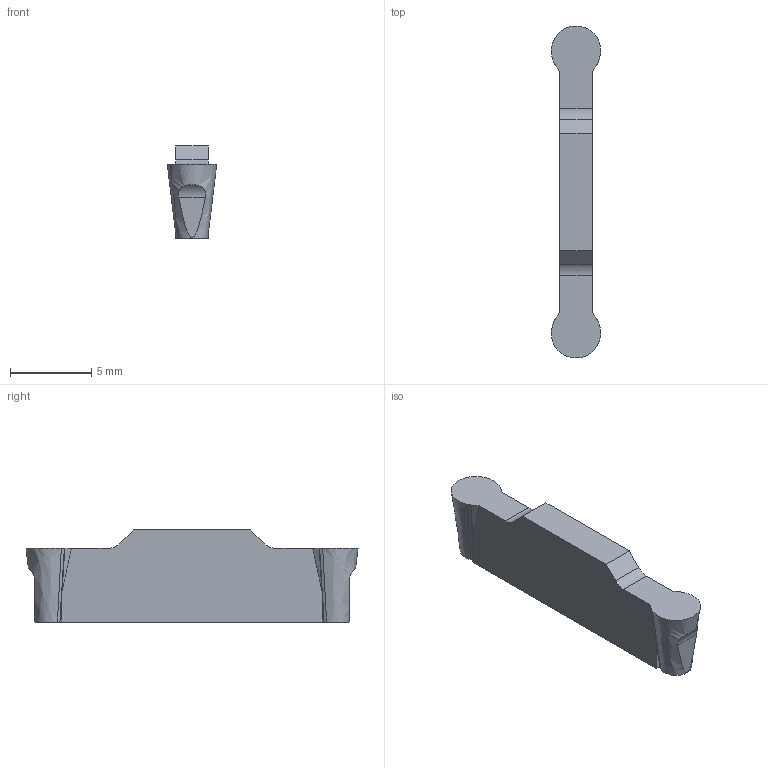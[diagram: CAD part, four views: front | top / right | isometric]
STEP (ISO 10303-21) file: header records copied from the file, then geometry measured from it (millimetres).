
FILE_DESCRIPTION(/* description */ (''),/* implementation_level */ '2;1');
FILE_NAME(/* name */ 'n123f2-0300-rm-2135_cut_20190527_092627_1.stp',/* time_stamp */ '2019-05-27T09:27:25+02:00',/* author */ (''),/* organization */ ('SMS'),/* preprocessor_version */ 'ST-DEVELOPER v15',/* originating_system */ 'SIEMENS PLM Software NX 8.5',/* authorisation */ '');
FILE_SCHEMA (('AUTOMOTIVE_DESIGN { 1 0 10303 214 3 1 1 1 }'));
Length unit declared in the file: millimetre
Products named in the file (1): N123F2-0300-RM-2135_CUT_20190527_092627_1
Bounding box: 3.03 x 20.38 x 5.65 mm (x, y, z)
Volume: 200.7 mm3; surface area: 296.3 mm2
Topology: 1 solids, 1 shells, 40 faces, 109 edges, 75 vertices
Faces by surface type: plane 26, bspline 10, cylinder 4
Entity records: 1714 total; most frequent: CARTESIAN_POINT 758, ORIENTED_EDGE 216, DIRECTION 144, EDGE_CURVE 108, VERTEX_POINT 72, LINE 70, VECTOR 70, EDGE_LOOP 42
